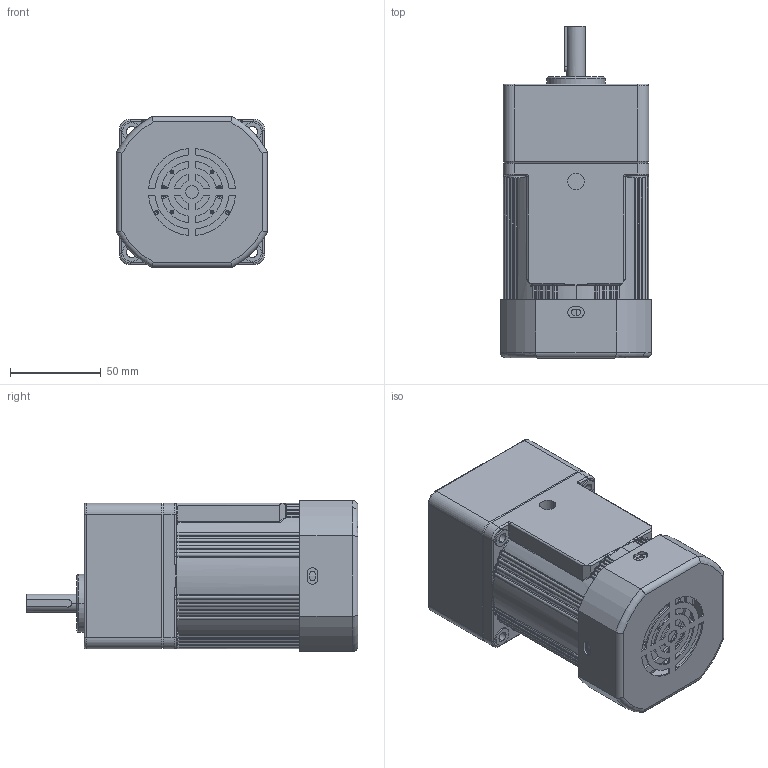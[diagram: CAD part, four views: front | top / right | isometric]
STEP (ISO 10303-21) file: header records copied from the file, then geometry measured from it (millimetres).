
FILE_DESCRIPTION (( 'STEP AP214' ), '1' );
FILE_NAME ('4IK25-F+4GN18-300K.STEP', '2023-12-04T07:55:23', ( '' ), ( '' ), 'SwSTEP 2.0', 'SolidWorks 2021', '' );
FILE_SCHEMA (( 'AUTOMOTIVE_DESIGN' ));
Length unit declared in the file: millimetre
Products named in the file (5): 4IK25A.STEP_蕼偞; 4IK25-F+4GN18-300K.STEP_蕼偞; 80______.STEP_蕼偞; 4IK25-F+4GN18-300K; 4GN18-300K.STEP_蕼偞
Assembly tree (4 placements, depth 3):
  4IK25-F+4GN18-300K
    4IK25-F+4GN18-300K.STEP_蕼偞
      4IK25A.STEP_蕼偞
      80______.STEP_蕼偞
      4GN18-300K.STEP_蕼偞
Bounding box: 83 x 182.5 x 83 mm (x, y, z)
Volume: 273445.8 mm3; surface area: 98965.3 mm2
Topology: 2 solids, 3 shells, 954 faces, 2319 edges, 1362 vertices
Faces by surface type: cylinder 310, torus 202, bspline 191, plane 127, sphere 76, cone 48
Entity records: 36922 total; most frequent: CARTESIAN_POINT 15396, DIRECTION 4583, ORIENTED_EDGE 4524, EDGE_CURVE 2262, AXIS2_PLACEMENT_3D 1996, VERTEX_POINT 1351, CIRCLE 1225, EDGE_LOOP 1041
